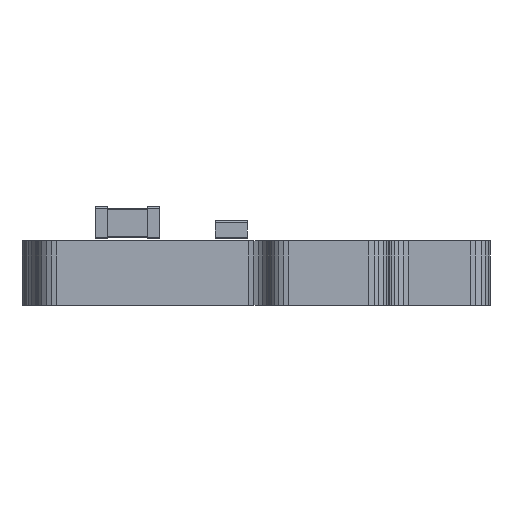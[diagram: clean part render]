
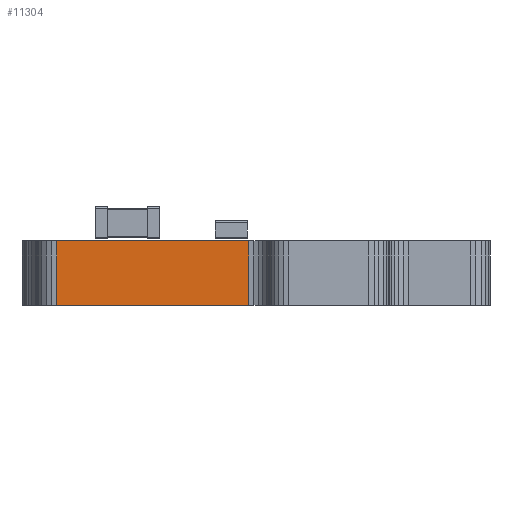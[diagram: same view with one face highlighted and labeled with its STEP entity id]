
A CAD part, front view. The second image highlights one B-rep face of the part: STEP entity #11304.
In plain terms, the highlighted planar face has unit normal (0, -1, 0).
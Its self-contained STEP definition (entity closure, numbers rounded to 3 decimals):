
#4006 = PLANE('',#4007);
#4007 = AXIS2_PLACEMENT_3D('',#4008,#4009,#4010);
#4008 = CARTESIAN_POINT('',(117.226,-102.784,1.6));
#4009 = DIRECTION('',(-0.,-0.,-1.));
#4010 = DIRECTION('',(-1.,0.,0.));
#4060 = PLANE('',#4061);
#4061 = AXIS2_PLACEMENT_3D('',#4062,#4063,#4064);
#4062 = CARTESIAN_POINT('',(117.226,-102.784,0.));
#4063 = DIRECTION('',(-0.,-0.,-1.));
#4064 = DIRECTION('',(-1.,0.,0.));
#5737 = VERTEX_POINT('',#5738);
#5738 = CARTESIAN_POINT('',(117.436,-105.439,0.));
#5752 = PLANE('',#5753);
#5753 = AXIS2_PLACEMENT_3D('',#5754,#5755,#5756);
#5754 = CARTESIAN_POINT('',(117.565,-105.456,0.));
#5755 = DIRECTION('',(-0.13,-0.991,0.));
#5756 = DIRECTION('',(-0.991,0.13,0.));
#5764 = EDGE_CURVE('',#5737,#5765,#5767,.T.);
#5765 = VERTEX_POINT('',#5766);
#5766 = CARTESIAN_POINT('',(112.638,-105.439,0.));
#5767 = SURFACE_CURVE('',#5768,(#5772,#5779),.PCURVE_S1.);
#5768 = LINE('',#5769,#5770);
#5769 = CARTESIAN_POINT('',(117.436,-105.439,0.));
#5770 = VECTOR('',#5771,1.);
#5771 = DIRECTION('',(-1.,0.,0.));
#5772 = PCURVE('',#4060,#5773);
#5773 = DEFINITIONAL_REPRESENTATION('',(#5774),#5778);
#5774 = LINE('',#5775,#5776);
#5775 = CARTESIAN_POINT('',(-0.209,-2.654));
#5776 = VECTOR('',#5777,1.);
#5777 = DIRECTION('',(1.,0.));
#5778 = ( GEOMETRIC_REPRESENTATION_CONTEXT(2) 
PARAMETRIC_REPRESENTATION_CONTEXT() REPRESENTATION_CONTEXT('2D SPACE',''
  ) );
#5779 = PCURVE('',#5780,#5785);
#5780 = PLANE('',#5781);
#5781 = AXIS2_PLACEMENT_3D('',#5782,#5783,#5784);
#5782 = CARTESIAN_POINT('',(117.436,-105.439,0.));
#5783 = DIRECTION('',(0.,-1.,0.));
#5784 = DIRECTION('',(-1.,0.,0.));
#5785 = DEFINITIONAL_REPRESENTATION('',(#5786),#5790);
#5786 = LINE('',#5787,#5788);
#5787 = CARTESIAN_POINT('',(0.,-0.));
#5788 = VECTOR('',#5789,1.);
#5789 = DIRECTION('',(1.,0.));
#5790 = ( GEOMETRIC_REPRESENTATION_CONTEXT(2) 
PARAMETRIC_REPRESENTATION_CONTEXT() REPRESENTATION_CONTEXT('2D SPACE',''
  ) );
#5808 = PLANE('',#5809);
#5809 = AXIS2_PLACEMENT_3D('',#5810,#5811,#5812);
#5810 = CARTESIAN_POINT('',(112.638,-105.439,0.));
#5811 = DIRECTION('',(-0.137,-0.991,0.));
#5812 = DIRECTION('',(-0.991,0.137,0.));
#8283 = VERTEX_POINT('',#8284);
#8284 = CARTESIAN_POINT('',(117.436,-105.439,1.6));
#8305 = EDGE_CURVE('',#8283,#8306,#8308,.T.);
#8306 = VERTEX_POINT('',#8307);
#8307 = CARTESIAN_POINT('',(112.638,-105.439,1.6));
#8308 = SURFACE_CURVE('',#8309,(#8313,#8320),.PCURVE_S1.);
#8309 = LINE('',#8310,#8311);
#8310 = CARTESIAN_POINT('',(117.436,-105.439,1.6));
#8311 = VECTOR('',#8312,1.);
#8312 = DIRECTION('',(-1.,0.,0.));
#8313 = PCURVE('',#4006,#8314);
#8314 = DEFINITIONAL_REPRESENTATION('',(#8315),#8319);
#8315 = LINE('',#8316,#8317);
#8316 = CARTESIAN_POINT('',(-0.209,-2.654));
#8317 = VECTOR('',#8318,1.);
#8318 = DIRECTION('',(1.,0.));
#8319 = ( GEOMETRIC_REPRESENTATION_CONTEXT(2) 
PARAMETRIC_REPRESENTATION_CONTEXT() REPRESENTATION_CONTEXT('2D SPACE',''
  ) );
#8320 = PCURVE('',#5780,#8321);
#8321 = DEFINITIONAL_REPRESENTATION('',(#8322),#8326);
#8322 = LINE('',#8323,#8324);
#8323 = CARTESIAN_POINT('',(0.,-1.6));
#8324 = VECTOR('',#8325,1.);
#8325 = DIRECTION('',(1.,0.));
#8326 = ( GEOMETRIC_REPRESENTATION_CONTEXT(2) 
PARAMETRIC_REPRESENTATION_CONTEXT() REPRESENTATION_CONTEXT('2D SPACE',''
  ) );
#11254 = EDGE_CURVE('',#5765,#8306,#11255,.T.);
#11255 = SURFACE_CURVE('',#11256,(#11260,#11267),.PCURVE_S1.);
#11256 = LINE('',#11257,#11258);
#11257 = CARTESIAN_POINT('',(112.638,-105.439,0.));
#11258 = VECTOR('',#11259,1.);
#11259 = DIRECTION('',(0.,0.,1.));
#11260 = PCURVE('',#5808,#11261);
#11261 = DEFINITIONAL_REPRESENTATION('',(#11262),#11266);
#11262 = LINE('',#11263,#11264);
#11263 = CARTESIAN_POINT('',(0.,0.));
#11264 = VECTOR('',#11265,1.);
#11265 = DIRECTION('',(0.,-1.));
#11266 = ( GEOMETRIC_REPRESENTATION_CONTEXT(2) 
PARAMETRIC_REPRESENTATION_CONTEXT() REPRESENTATION_CONTEXT('2D SPACE',''
  ) );
#11267 = PCURVE('',#5780,#11268);
#11268 = DEFINITIONAL_REPRESENTATION('',(#11269),#11273);
#11269 = LINE('',#11270,#11271);
#11270 = CARTESIAN_POINT('',(4.798,0.));
#11271 = VECTOR('',#11272,1.);
#11272 = DIRECTION('',(0.,-1.));
#11273 = ( GEOMETRIC_REPRESENTATION_CONTEXT(2) 
PARAMETRIC_REPRESENTATION_CONTEXT() REPRESENTATION_CONTEXT('2D SPACE',''
  ) );
#11304 = ADVANCED_FACE('',(#11305),#5780,.T.);
#11305 = FACE_BOUND('',#11306,.T.);
#11306 = EDGE_LOOP('',(#11307,#11328,#11329,#11330));
#11307 = ORIENTED_EDGE('',*,*,#11308,.T.);
#11308 = EDGE_CURVE('',#5737,#8283,#11309,.T.);
#11309 = SURFACE_CURVE('',#11310,(#11314,#11321),.PCURVE_S1.);
#11310 = LINE('',#11311,#11312);
#11311 = CARTESIAN_POINT('',(117.436,-105.439,0.));
#11312 = VECTOR('',#11313,1.);
#11313 = DIRECTION('',(0.,0.,1.));
#11314 = PCURVE('',#5780,#11315);
#11315 = DEFINITIONAL_REPRESENTATION('',(#11316),#11320);
#11316 = LINE('',#11317,#11318);
#11317 = CARTESIAN_POINT('',(0.,-0.));
#11318 = VECTOR('',#11319,1.);
#11319 = DIRECTION('',(0.,-1.));
#11320 = ( GEOMETRIC_REPRESENTATION_CONTEXT(2) 
PARAMETRIC_REPRESENTATION_CONTEXT() REPRESENTATION_CONTEXT('2D SPACE',''
  ) );
#11321 = PCURVE('',#5752,#11322);
#11322 = DEFINITIONAL_REPRESENTATION('',(#11323),#11327);
#11323 = LINE('',#11324,#11325);
#11324 = CARTESIAN_POINT('',(0.131,0.));
#11325 = VECTOR('',#11326,1.);
#11326 = DIRECTION('',(0.,-1.));
#11327 = ( GEOMETRIC_REPRESENTATION_CONTEXT(2) 
PARAMETRIC_REPRESENTATION_CONTEXT() REPRESENTATION_CONTEXT('2D SPACE',''
  ) );
#11328 = ORIENTED_EDGE('',*,*,#8305,.T.);
#11329 = ORIENTED_EDGE('',*,*,#11254,.F.);
#11330 = ORIENTED_EDGE('',*,*,#5764,.F.);
